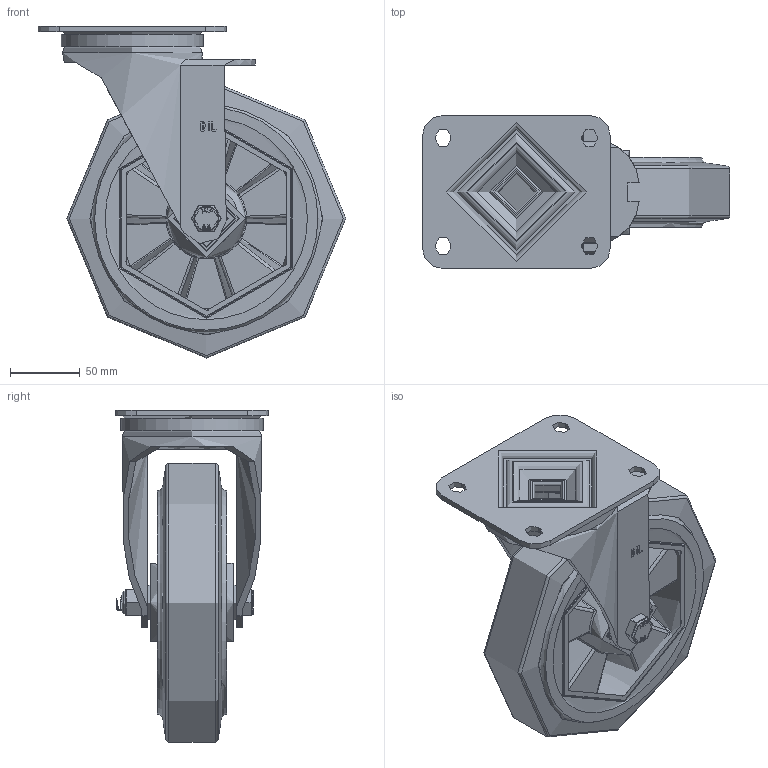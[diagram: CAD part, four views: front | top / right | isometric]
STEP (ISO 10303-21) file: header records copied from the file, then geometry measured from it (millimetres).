
FILE_DESCRIPTION(/* description */ (''),/* implementation_level */ '2;1');
FILE_NAME(/* name */ 'BZPH200ERBJ.step',/* time_stamp */ '2024-06-18T15:58:27+01:00',/* author */ (''),/* organization */ (''),/* preprocessor_version */ 'ST-DEVELOPER v20',/* originating_system */ 'Autodesk Translation Framework v13.14.0.145',/* authorisation */ '');
FILE_SCHEMA (('AUTOMOTIVE_DESIGN { 1 0 10303 214 3 1 1 }'));
Products named in the file (28): BZPH200ERBJ; BZH200WERBJM20 v1; 65 SHORE A ELASTIC RUBBER TYRE; ALUMINIUM RIM; BEARING6204; BALL BEARINGS; BEARING6204 (1); BALL BEARINGS (1); Component3; INNER; OUTER; MIDDLE; RUBBER; BEARING SPACER; BZPH200AS - 2 - 64 v1; ZINC PLATED, PRESSED STEEL TOP PLATE (1); ZINC PLATED, PRESSED STEEL FORKS (1); BEARING SEALS (1); TH20X2X12 v1; ZINC PLATED HEADED SPACER; TH20X2X12 v1 (1); ZINC PLATED HEADED SPACER (1); HEXBOLTM12X90Z8.8 v2; GRADE 8.8 ZINC PLATED BOLT; NYLOCM12Z14MM v1; NYLOC NUT; NUT; RUBBER (1)
Assembly tree (46 placements, depth 5):
  BZPH200ERBJ
    BZH200WERBJM20 v1
      65 SHORE A ELASTIC RUBBER TYRE
      ALUMINIUM RIM
      BEARING6204
        INNER
        OUTER
        BALL BEARINGS
          Component3  x8
        MIDDLE
        RUBBER
      BEARING6204 (1)
        BALL BEARINGS (1)
          Component3  x8
        INNER
        OUTER
        MIDDLE
        RUBBER
      BEARING SPACER
    BZPH200AS - 2 - 64 v1
      ZINC PLATED, PRESSED STEEL TOP PLATE (1)
      ZINC PLATED, PRESSED STEEL FORKS (1)
      BEARING SEALS (1)
    TH20X2X12 v1
      ZINC PLATED HEADED SPACER
    TH20X2X12 v1 (1)
      ZINC PLATED HEADED SPACER (1)
    HEXBOLTM12X90Z8.8 v2
      GRADE 8.8 ZINC PLATED BOLT
    NYLOCM12Z14MM v1
      NYLOC NUT
        NUT
        RUBBER (1)
Bounding box: 220.5 x 110 x 238 mm (x, y, z)
Volume: 1162640.1 mm3; surface area: 344535.3 mm2
Topology: 38 solids, 38 shells, 1335 faces, 3408 edges, 2194 vertices
Faces by surface type: bspline 515, plane 461, cylinder 215, torus 71, sphere 66, cone 7
Full cylindrical faces by diameter (mm): 9.836 x16, 11.834 x16, 12 x3, 12.2 x2, 12.5 x2, 14 x2, 17.75 x1, 18.5 x1, 19.8 x2, 20 x3, 24 x1, 25 x2, 26 x1, 27 x2, 28.5 x8, 30.8 x4, 31.3 x4, 40.3 x4, 40.5 x4, 40.8 x4, 42 x11, 44 x1, 47 x4, 50 x1, 56 x2, 62 x1, 73 x2, 92 x1, 99.95 x1, 100 x1
Entity records: 95913 total; most frequent: CARTESIAN_POINT 73991, ORIENTED_EDGE 4798, DIRECTION 3605, EDGE_CURVE 2399, VERTEX_POINT 1556, AXIS2_PLACEMENT_3D 1396, EDGE_LOOP 1131, FACE_OUTER_BOUND 974
